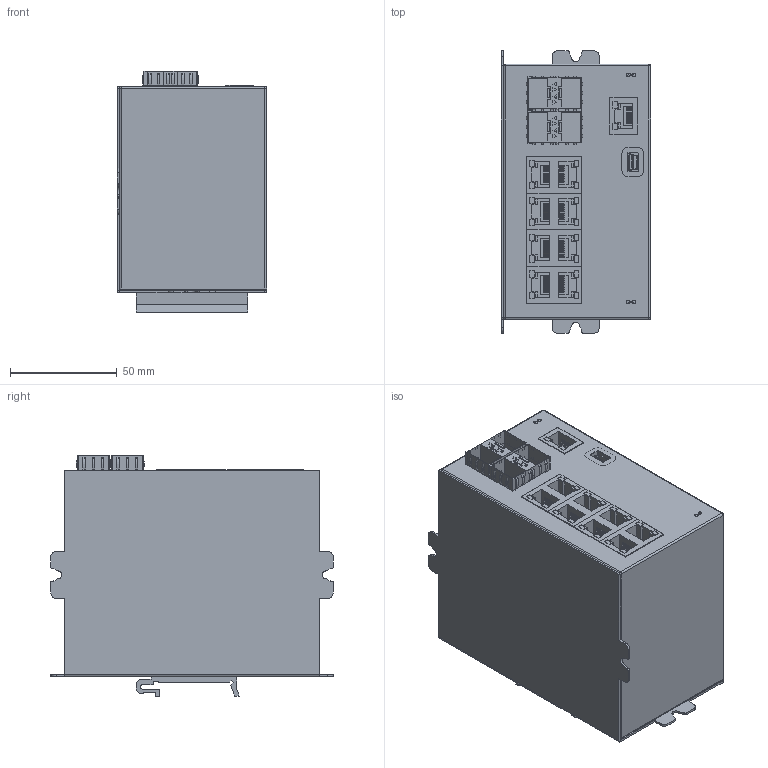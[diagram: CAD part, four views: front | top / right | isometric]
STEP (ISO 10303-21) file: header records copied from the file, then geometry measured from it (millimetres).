
FILE_DESCRIPTION (( 'STEP AP214' ), '1' );
FILE_NAME ('SE-SW8MG-4P.STEP', '2018-06-29T17:48:54', ( '' ), ( '' ), 'SwSTEP 2.0', 'SolidWorks 2017', '' );
FILE_SCHEMA (( 'AUTOMOTIVE_DESIGN' ));
Length unit declared in the file: inch
Products named in the file (1): SE-SW8MG-4P
Bounding box: 69.86 x 132.04 x 112.94 mm (x, y, z)
Volume: 787202.3 mm3; surface area: 140595.7 mm2
Topology: 15 solids, 15 shells, 1111 faces, 2953 edges, 1952 vertices
Faces by surface type: plane 929, cylinder 168, sphere 8, bspline 4, cone 2
Full cylindrical faces by diameter (mm): 1.651 x4, 1.778 x4, 2 x1, 3 x2, 3.5 x2
Entity records: 48599 total; most frequent: CARTESIAN_POINT 6082, ORIENTED_EDGE 5836, DIRECTION 5472, EDGE_CURVE 2918, VECTOR 2580, LINE 2580, VERTEX_POINT 1944, AXIS2_PLACEMENT_3D 1446
